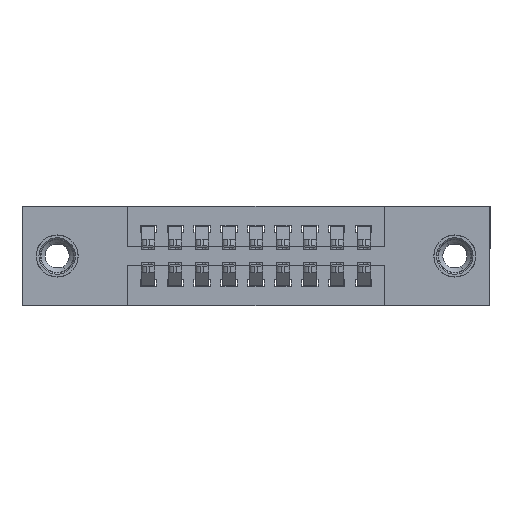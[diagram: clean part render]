
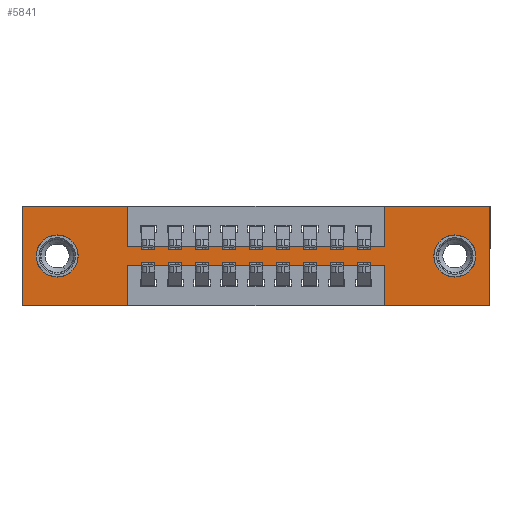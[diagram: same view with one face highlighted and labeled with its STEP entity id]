
A CAD part, front view. The second image highlights one B-rep face of the part: STEP entity #5841.
In plain terms, the highlighted planar face has unit normal (0, -1, 0).
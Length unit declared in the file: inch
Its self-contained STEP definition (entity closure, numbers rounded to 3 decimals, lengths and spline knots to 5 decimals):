
#5 = DIRECTION ( 'NONE',  ( 1., 0., 0. ) ) ;
#197 = ORIENTED_EDGE ( 'NONE', *, *, #6079, .F. ) ;
#232 = ORIENTED_EDGE ( 'NONE', *, *, #14239, .F. ) ;
#364 = DIRECTION ( 'NONE',  ( 1., 0., 0. ) ) ;
#415 = CARTESIAN_POINT ( 'NONE',  ( 1.605, 0., -0.185 ) ) ;
#483 = VECTOR ( 'NONE', #1655, 39.37008 ) ;
#548 = ORIENTED_EDGE ( 'NONE', *, *, #11819, .T. ) ;
#667 = CARTESIAN_POINT ( 'NONE',  ( 1.735, 0., 0. ) ) ;
#771 = CARTESIAN_POINT ( 'NONE',  ( 0., 0., 0. ) ) ;
#792 = CARTESIAN_POINT ( 'NONE',  ( 1.605, 0., -0.107 ) ) ;
#884 = CARTESIAN_POINT ( 'NONE',  ( 1.3425, 0., -0.15 ) ) ;
#885 = DIRECTION ( 'NONE',  ( 0., 0., 1. ) ) ;
#968 = VECTOR ( 'NONE', #1854, 39.37008 ) ;
#1037 = CARTESIAN_POINT ( 'NONE',  ( 0.13, 0., -0.185 ) ) ;
#1126 = FACE_BOUND ( 'NONE', #13551, .T. ) ;
#1129 = ORIENTED_EDGE ( 'NONE', *, *, #5954, .F. ) ;
#1193 = CIRCLE ( 'NONE', #11892, 0.078 ) ;
#1474 = VECTOR ( 'NONE', #3271, 39.37008 ) ;
#1509 = EDGE_CURVE ( 'NONE', #14583, #3654, #6093, .T. ) ;
#1655 = DIRECTION ( 'NONE',  ( 0., 0., -1. ) ) ;
#1738 = EDGE_LOOP ( 'NONE', ( #14792, #7903 ) ) ;
#1757 = ORIENTED_EDGE ( 'NONE', *, *, #7131, .F. ) ;
#1854 = DIRECTION ( 'NONE',  ( 0., 0., 1. ) ) ;
#1863 = LINE ( 'NONE', #9637, #9936 ) ;
#1869 = VERTEX_POINT ( 'NONE', #14169 ) ;
#1883 = CARTESIAN_POINT ( 'NONE',  ( 0.13, 0., -0.185 ) ) ;
#1946 = DIRECTION ( 'NONE',  ( 0., 1., 0. ) ) ;
#2076 = EDGE_CURVE ( 'NONE', #6788, #14927, #4680, .T. ) ;
#2126 = CARTESIAN_POINT ( 'NONE',  ( 0., 0., -0.37 ) ) ;
#2178 = DIRECTION ( 'NONE',  ( 0., 0., -1. ) ) ;
#2191 = DIRECTION ( 'NONE',  ( 1., 0., 0. ) ) ;
#2196 = ORIENTED_EDGE ( 'NONE', *, *, #5543, .F. ) ;
#2386 = VECTOR ( 'NONE', #6849, 39.37008 ) ;
#2555 = DIRECTION ( 'NONE',  ( -1., 0., 0. ) ) ;
#2578 = LINE ( 'NONE', #4378, #12421 ) ;
#2657 = CARTESIAN_POINT ( 'NONE',  ( 1.735, 0., -0.37 ) ) ;
#2704 = VERTEX_POINT ( 'NONE', #3026 ) ;
#2711 = LINE ( 'NONE', #10727, #2386 ) ;
#2822 = CIRCLE ( 'NONE', #7098, 0.078 ) ;
#3026 = CARTESIAN_POINT ( 'NONE',  ( 1.3425, 0., -0.37 ) ) ;
#3271 = DIRECTION ( 'NONE',  ( 0., 0., -1. ) ) ;
#3285 = VECTOR ( 'NONE', #3765, 39.37008 ) ;
#3352 = EDGE_CURVE ( 'NONE', #4117, #11457, #4234, .T. ) ;
#3401 = VERTEX_POINT ( 'NONE', #13802 ) ;
#3654 = VERTEX_POINT ( 'NONE', #2657 ) ;
#3765 = DIRECTION ( 'NONE',  ( 0., 0., -1. ) ) ;
#3875 = ORIENTED_EDGE ( 'NONE', *, *, #1509, .F. ) ;
#3935 = LINE ( 'NONE', #14734, #10171 ) ;
#4060 = EDGE_CURVE ( 'NONE', #14465, #1869, #12054, .T. ) ;
#4117 = VERTEX_POINT ( 'NONE', #13762 ) ;
#4234 = LINE ( 'NONE', #7783, #11069 ) ;
#4378 = CARTESIAN_POINT ( 'NONE',  ( 1.3425, 0., 0. ) ) ;
#4586 = PLANE ( 'NONE',  #6956 ) ;
#4649 = CARTESIAN_POINT ( 'NONE',  ( 0., 0., -0.37 ) ) ;
#4680 = LINE ( 'NONE', #6173, #3285 ) ;
#4821 = ORIENTED_EDGE ( 'NONE', *, *, #11501, .F. ) ;
#4927 = AXIS2_PLACEMENT_3D ( 'NONE', #1037, #9982, #885 ) ;
#5029 = EDGE_CURVE ( 'NONE', #2704, #12746, #2711, .T. ) ;
#5543 = EDGE_CURVE ( 'NONE', #3401, #6788, #16023, .T. ) ;
#5579 = CARTESIAN_POINT ( 'NONE',  ( 0.3925, 0., 0. ) ) ;
#5841 = ADVANCED_FACE ( 'NONE', ( #7589, #1126, #12963 ), #4586, .T. ) ;
#5954 = EDGE_CURVE ( 'NONE', #8373, #16434, #2578, .T. ) ;
#6079 = EDGE_CURVE ( 'NONE', #11457, #3401, #9615, .T. ) ;
#6093 = LINE ( 'NONE', #667, #1474 ) ;
#6119 = ORIENTED_EDGE ( 'NONE', *, *, #11263, .F. ) ;
#6173 = CARTESIAN_POINT ( 'NONE',  ( 0.3925, 0., 0. ) ) ;
#6788 = VERTEX_POINT ( 'NONE', #5579 ) ;
#6846 = VECTOR ( 'NONE', #364, 39.37008 ) ;
#6849 = DIRECTION ( 'NONE',  ( 0., 0., 1. ) ) ;
#6956 = AXIS2_PLACEMENT_3D ( 'NONE', #2126, #8473, #2178 ) ;
#6975 = CARTESIAN_POINT ( 'NONE',  ( 0., 0., 0. ) ) ;
#7098 = AXIS2_PLACEMENT_3D ( 'NONE', #14196, #9084, #12844 ) ;
#7131 = EDGE_CURVE ( 'NONE', #12746, #14076, #3935, .T. ) ;
#7589 = FACE_BOUND ( 'NONE', #1738, .T. ) ;
#7783 = CARTESIAN_POINT ( 'NONE',  ( 0., 0., -0.37 ) ) ;
#7903 = ORIENTED_EDGE ( 'NONE', *, *, #10507, .T. ) ;
#8146 = DIRECTION ( 'NONE',  ( 0., 0., 1. ) ) ;
#8219 = VERTEX_POINT ( 'NONE', #13901 ) ;
#8298 = ORIENTED_EDGE ( 'NONE', *, *, #10849, .T. ) ;
#8373 = VERTEX_POINT ( 'NONE', #884 ) ;
#8442 = VECTOR ( 'NONE', #2191, 39.37008 ) ;
#8473 = DIRECTION ( 'NONE',  ( 0., -1., 0. ) ) ;
#8684 = ORIENTED_EDGE ( 'NONE', *, *, #13173, .F. ) ;
#8900 = CARTESIAN_POINT ( 'NONE',  ( 1.735, 0., 0. ) ) ;
#9084 = DIRECTION ( 'NONE',  ( 0., 1., 0. ) ) ;
#9615 = LINE ( 'NONE', #771, #968 ) ;
#9637 = CARTESIAN_POINT ( 'NONE',  ( 0., 0., -0.37 ) ) ;
#9817 = DIRECTION ( 'NONE',  ( 0., 1., 0. ) ) ;
#9842 = EDGE_LOOP ( 'NONE', ( #232, #1757, #15150, #8684, #3875, #6119, #1129, #4821, #15733, #2196, #197, #16394 ) ) ;
#9936 = VECTOR ( 'NONE', #13676, 39.37008 ) ;
#9982 = DIRECTION ( 'NONE',  ( 0., 1., 0. ) ) ;
#10062 = AXIS2_PLACEMENT_3D ( 'NONE', #415, #9817, #12178 ) ;
#10077 = CIRCLE ( 'NONE', #4927, 0.078 ) ;
#10158 = CARTESIAN_POINT ( 'NONE',  ( 1.3425, 0., 0. ) ) ;
#10171 = VECTOR ( 'NONE', #12338, 39.37008 ) ;
#10470 = LINE ( 'NONE', #6975, #6846 ) ;
#10507 = EDGE_CURVE ( 'NONE', #1869, #14465, #2822, .T. ) ;
#10727 = CARTESIAN_POINT ( 'NONE',  ( 1.3425, 0., -0.37 ) ) ;
#10741 = CARTESIAN_POINT ( 'NONE',  ( 1.3425, 0., -0.22 ) ) ;
#10849 = EDGE_CURVE ( 'NONE', #14494, #8219, #10077, .T. ) ;
#11069 = VECTOR ( 'NONE', #2555, 39.37008 ) ;
#11263 = EDGE_CURVE ( 'NONE', #16434, #14583, #10470, .T. ) ;
#11302 = CARTESIAN_POINT ( 'NONE',  ( 0.13, 0., -0.263 ) ) ;
#11457 = VERTEX_POINT ( 'NONE', #4649 ) ;
#11501 = EDGE_CURVE ( 'NONE', #14927, #8373, #14077, .T. ) ;
#11522 = LINE ( 'NONE', #13176, #483 ) ;
#11819 = EDGE_CURVE ( 'NONE', #8219, #14494, #1193, .T. ) ;
#11892 = AXIS2_PLACEMENT_3D ( 'NONE', #1883, #1946, #8146 ) ;
#12054 = CIRCLE ( 'NONE', #10062, 0.078 ) ;
#12087 = CARTESIAN_POINT ( 'NONE',  ( 0.3925, 0., -0.15 ) ) ;
#12133 = DIRECTION ( 'NONE',  ( 0., 0., 1. ) ) ;
#12178 = DIRECTION ( 'NONE',  ( 0., 0., -1. ) ) ;
#12338 = DIRECTION ( 'NONE',  ( -1., 0., 0. ) ) ;
#12421 = VECTOR ( 'NONE', #12133, 39.37008 ) ;
#12746 = VERTEX_POINT ( 'NONE', #10741 ) ;
#12808 = VECTOR ( 'NONE', #5, 39.37008 ) ;
#12844 = DIRECTION ( 'NONE',  ( 0., 0., -1. ) ) ;
#12963 = FACE_OUTER_BOUND ( 'NONE', #9842, .T. ) ;
#13173 = EDGE_CURVE ( 'NONE', #3654, #2704, #1863, .T. ) ;
#13176 = CARTESIAN_POINT ( 'NONE',  ( 0.3925, 0., -0.37 ) ) ;
#13551 = EDGE_LOOP ( 'NONE', ( #548, #8298 ) ) ;
#13676 = DIRECTION ( 'NONE',  ( -1., 0., 0. ) ) ;
#13762 = CARTESIAN_POINT ( 'NONE',  ( 0.3925, 0., -0.37 ) ) ;
#13802 = CARTESIAN_POINT ( 'NONE',  ( 0., 0., 0. ) ) ;
#13901 = CARTESIAN_POINT ( 'NONE',  ( 0.13, 0., -0.107 ) ) ;
#14047 = CARTESIAN_POINT ( 'NONE',  ( 0., 0., 0. ) ) ;
#14076 = VERTEX_POINT ( 'NONE', #14092 ) ;
#14077 = LINE ( 'NONE', #15230, #8442 ) ;
#14092 = CARTESIAN_POINT ( 'NONE',  ( 0.3925, 0., -0.22 ) ) ;
#14169 = CARTESIAN_POINT ( 'NONE',  ( 1.605, 0., -0.263 ) ) ;
#14196 = CARTESIAN_POINT ( 'NONE',  ( 1.605, 0., -0.185 ) ) ;
#14239 = EDGE_CURVE ( 'NONE', #14076, #4117, #11522, .T. ) ;
#14465 = VERTEX_POINT ( 'NONE', #792 ) ;
#14494 = VERTEX_POINT ( 'NONE', #11302 ) ;
#14583 = VERTEX_POINT ( 'NONE', #8900 ) ;
#14734 = CARTESIAN_POINT ( 'NONE',  ( 0.3925, 0., -0.22 ) ) ;
#14792 = ORIENTED_EDGE ( 'NONE', *, *, #4060, .T. ) ;
#14927 = VERTEX_POINT ( 'NONE', #12087 ) ;
#15150 = ORIENTED_EDGE ( 'NONE', *, *, #5029, .F. ) ;
#15230 = CARTESIAN_POINT ( 'NONE',  ( 0.3925, 0., -0.15 ) ) ;
#15733 = ORIENTED_EDGE ( 'NONE', *, *, #2076, .F. ) ;
#16023 = LINE ( 'NONE', #14047, #12808 ) ;
#16394 = ORIENTED_EDGE ( 'NONE', *, *, #3352, .F. ) ;
#16434 = VERTEX_POINT ( 'NONE', #10158 ) ;
